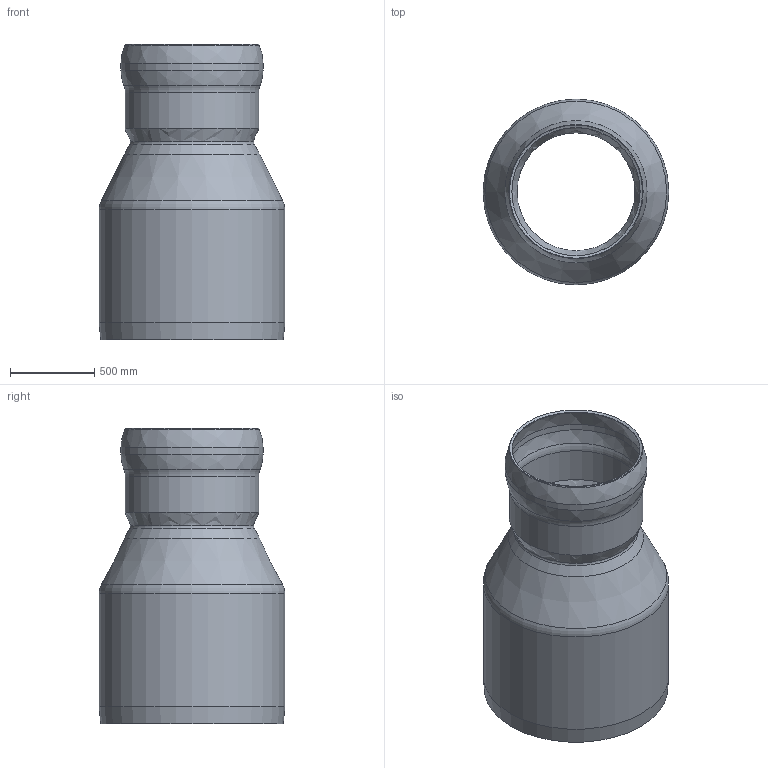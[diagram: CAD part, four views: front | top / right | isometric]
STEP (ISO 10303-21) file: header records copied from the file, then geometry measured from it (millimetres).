
FILE_DESCRIPTION(/* description */ (''),/* implementation_level */ '2;1');
FILE_NAME(/* name */ '00630.070X_3D.stp',/* time_stamp */ '2024-12-11T12:59:17+01:00',/* author */ ('CAD'),/* organization */ (''),/* preprocessor_version */ 'ST-DEVELOPER v20',/* originating_system */ 'AutoCAD Mechanical',/* authorisation */ '');
FILE_SCHEMA (('AUTOMOTIVE_DESIGN { 1 0 10303 214 3 1 1 }'));
Length unit declared in the file: centimetre
Products named in the file (2): Product; *S0
Assembly tree (1 placements, depth 2):
  Product
    *S0
Bounding box: 1100 x 1100 x 1750.01 mm (x, y, z)
Volume: 99895014.3 mm3; surface area: 10844502.7 mm2
Topology: 2 solids, 2 shells, 30 faces, 78 edges, 49 vertices
Faces by surface type: cone 12, bspline 6, cylinder 6, torus 6
Full cylindrical faces by diameter (mm): 760 x1, 792 x1, 810 x1, 842 x1, 1060 x1, 1100 x1
Entity records: 1295 total; most frequent: CARTESIAN_POINT 480, DIRECTION 187, ORIENTED_EDGE 154, AXIS2_PLACEMENT_3D 84, EDGE_CURVE 77, CIRCLE 57, VERTEX_POINT 47, FACE_OUTER_BOUND 30
